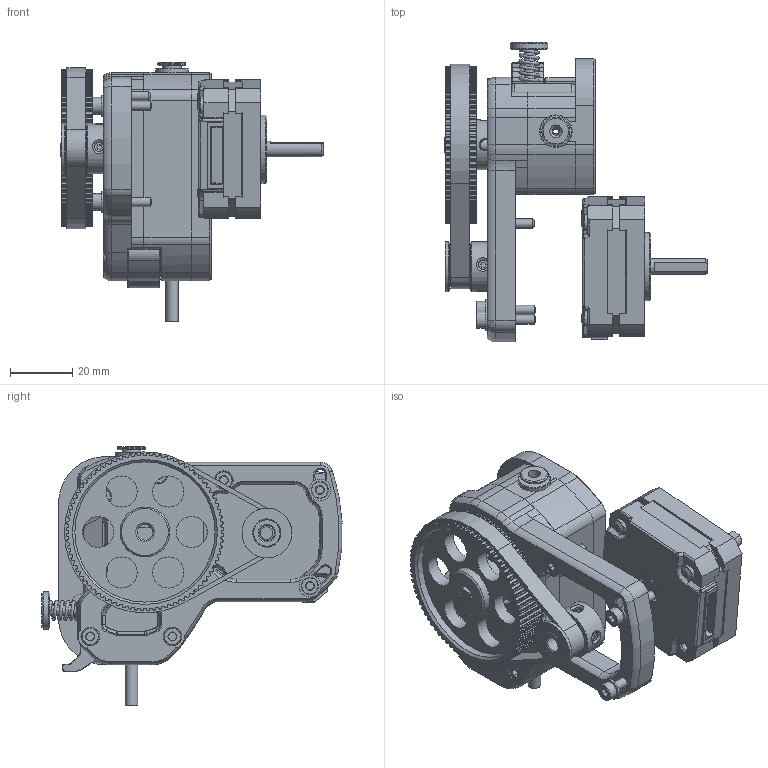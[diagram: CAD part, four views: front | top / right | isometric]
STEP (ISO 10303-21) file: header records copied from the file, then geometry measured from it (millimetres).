
FILE_DESCRIPTION(/* description */ (''),/* implementation_level */ '2;1');
FILE_NAME(/* name */ 'V0_M4_Mod.step',/* time_stamp */ '2024-02-29T13:49:52-06:00',/* author */ (''),/* organization */ (''),/* preprocessor_version */ 'ST-DEVELOPER v20',/* originating_system */ 'Autodesk Translation Framework v12.20.1.177',/* authorisation */ '');
FILE_SCHEMA (('AUTOMOTIVE_DESIGN { 1 0 10303 214 3 1 1 }'));
Products named in the file (40): voron_m4_assembly; Mobius Extruder Core(Mirror); Bondtech Drive gear (1); F695 2RS (1); M5x1 Washer (1); 5x48mm Shaft (1); 5x4mm spacer (1); EASUN ECAS04 v3(Mirror); Main body (1); Release clip (1); Seal (1); GT2 Belt Loop - 188mm(Mirror); Main Body(Mirror); Midsection (1); End Plate (1); Motor Plate (1); Guidler(Mirror); Bondtech Idler v1 (1); Spring Assembly (1); M3 Thumb Screw (1); Latch(Mirror); Latch Shuttle(Mirror); M3 Threaded Insert(Mirror); M3 Threaded Insert(Mirror) (1); M3 Threaded Insert(Mirror) (2); M3 Threaded Insert(Mirror) (3); M3 Threaded Insert(Mirror) (4); M3x30 SHCS(Mirror); M3x30 SHCS(Mirror) (1); M3x30 SHCS(Mirror) (2); M3x30 SHCS(Mirror) (3); PTFE Tube(Mirror); M3 Washer(Mirror); M3 Washer(Mirror) (1); M3x16 SHCS(Mirror); M3x16 SHCS(Mirror) (1); M3x12 SHCS(Mirror); GT2 20T 6mm Powge v2(Mirror); NEMA17 Short; 2GT_80t_metal_pulley
Assembly tree (40 placements, depth 4):
  voron_m4_assembly
    Mobius Extruder Core(Mirror)
      Bondtech Drive gear (1)
      F695 2RS (1)  x2
      M5x1 Washer (1)
      5x48mm Shaft (1)
      5x4mm spacer (1)
    EASUN ECAS04 v3(Mirror)
      Main body (1)
      Release clip (1)
      Seal (1)
    GT2 Belt Loop - 188mm(Mirror)
    Main Body(Mirror)
      Midsection (1)
      End Plate (1)
      Motor Plate (1)
    Guidler(Mirror)
      Bondtech Idler v1 (1)
      Spring Assembly (1)
        M3 Thumb Screw (1)
    Latch(Mirror)
    Latch Shuttle(Mirror)
    M3 Threaded Insert(Mirror)
    M3 Threaded Insert(Mirror) (1)
    M3 Threaded Insert(Mirror) (2)
    M3 Threaded Insert(Mirror) (3)
    M3 Threaded Insert(Mirror) (4)
    M3x30 SHCS(Mirror)
    M3x30 SHCS(Mirror) (1)
    M3x30 SHCS(Mirror) (2)
    M3x30 SHCS(Mirror) (3)
    PTFE Tube(Mirror)
    M3 Washer(Mirror)
    M3 Washer(Mirror) (1)
    M3x16 SHCS(Mirror)
    M3x16 SHCS(Mirror) (1)
    M3x12 SHCS(Mirror)
    GT2 20T 6mm Powge v2(Mirror)
    NEMA17 Short
    2GT_80t_metal_pulley
Bounding box: 84.11 x 96.31 x 83.03 mm (x, y, z)
Volume: 126662.1 mm3; surface area: 74332.9 mm2
Topology: 49 solids, 49 shells, 3292 faces, 8786 edges, 5669 vertices
Faces by surface type: cylinder 1412, plane 784, bspline 523, cone 505, torus 53, sphere 15
Full cylindrical faces by diameter (mm): 2 x1, 2.4 x2, 2.5 x41, 2.529 x2, 2.9 x5, 3 x14, 3.086 x2, 3.1 x1, 3.2 x3, 3.332 x14, 3.4 x15, 4 x4, 4.109 x14, 4.2 x5, 4.25 x5, 4.4 x1, 4.6 x5, 4.7 x5, 5 x16, 5.2 x1, 5.3 x1, 5.5 x7, 5.6 x1, 6 x6, 6.5 x4, 7 x4, 8 x7, 8.4 x1, 8.47 x1, 9 x3
Entity records: 146381 total; most frequent: CARTESIAN_POINT 65944, ORIENTED_EDGE 17468, DIRECTION 15786, EDGE_CURVE 8734, AXIS2_PLACEMENT_3D 6343, VERTEX_POINT 5644, EDGE_LOOP 3484, CIRCLE 3451
